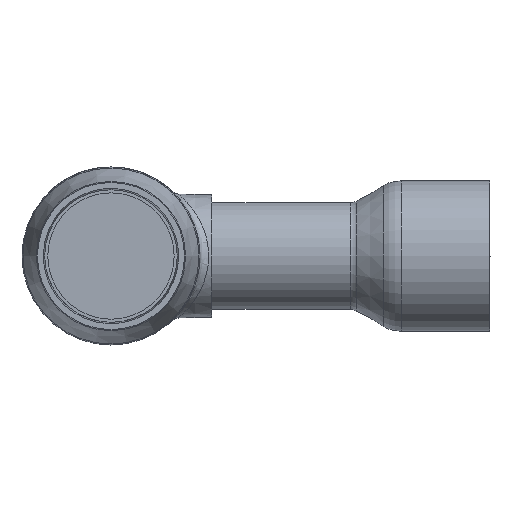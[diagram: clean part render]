
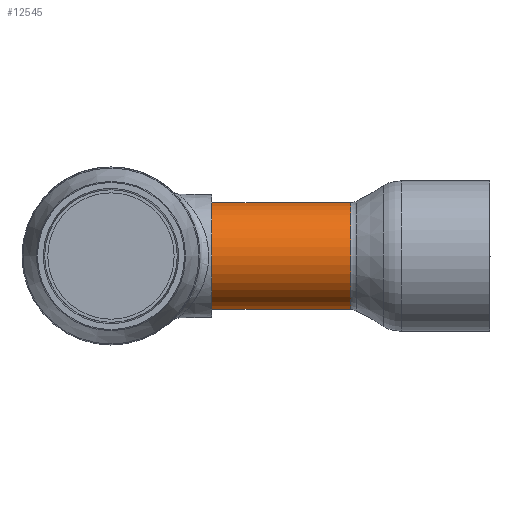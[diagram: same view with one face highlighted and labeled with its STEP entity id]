
A CAD part, front view. The second image highlights one B-rep face of the part: STEP entity #12545.
In plain terms, the highlighted cylindrical face has radius 9 mm (diameter 18 mm), a full revolution.
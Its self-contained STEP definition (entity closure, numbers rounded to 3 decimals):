
#12518=CARTESIAN_POINT('',(-36.483,37.025,0.));
#12519=DIRECTION('',(1.0,0.,0.));
#12520=DIRECTION('',(0.0,1.0,0.0));
#12521=AXIS2_PLACEMENT_3D('',#12518,#12519,#12520);
#12522=CYLINDRICAL_SURFACE('',#12521,9.0);
#12523=CARTESIAN_POINT('',(-46.9,28.025,0.));
#12524=VERTEX_POINT('',#12523);
#12525=CARTESIAN_POINT('',(-46.9,37.025,0.));
#12526=DIRECTION('',(1.0,0.0,0.0));
#12527=DIRECTION('',(0.0,1.0,0.0));
#12528=AXIS2_PLACEMENT_3D('',#12525,#12526,#12527);
#12529=CIRCLE('',#12528,9.0);
#12530=EDGE_CURVE('',#12524,#12524,#12529,.T.);
#12531=ORIENTED_EDGE('',*,*,#12530,.T.);
#12532=EDGE_LOOP('',(#12531));
#12533=FACE_OUTER_BOUND('',#12532,.T.);
#12534=CARTESIAN_POINT('',(-23.501,46.025,0.));
#12535=VERTEX_POINT('',#12534);
#12536=CARTESIAN_POINT('',(-23.501,37.025,0.));
#12537=DIRECTION('',(1.0,0.0,0.0));
#12538=DIRECTION('',(0.0,-1.0,0.0));
#12539=AXIS2_PLACEMENT_3D('',#12536,#12537,#12538);
#12540=CIRCLE('',#12539,9.0);
#12541=EDGE_CURVE('',#12535,#12535,#12540,.T.);
#12542=ORIENTED_EDGE('',*,*,#12541,.F.);
#12543=EDGE_LOOP('',(#12542));
#12544=FACE_BOUND('',#12543,.T.);
#12545=ADVANCED_FACE('',(#12533,#12544),#12522,.T.);
